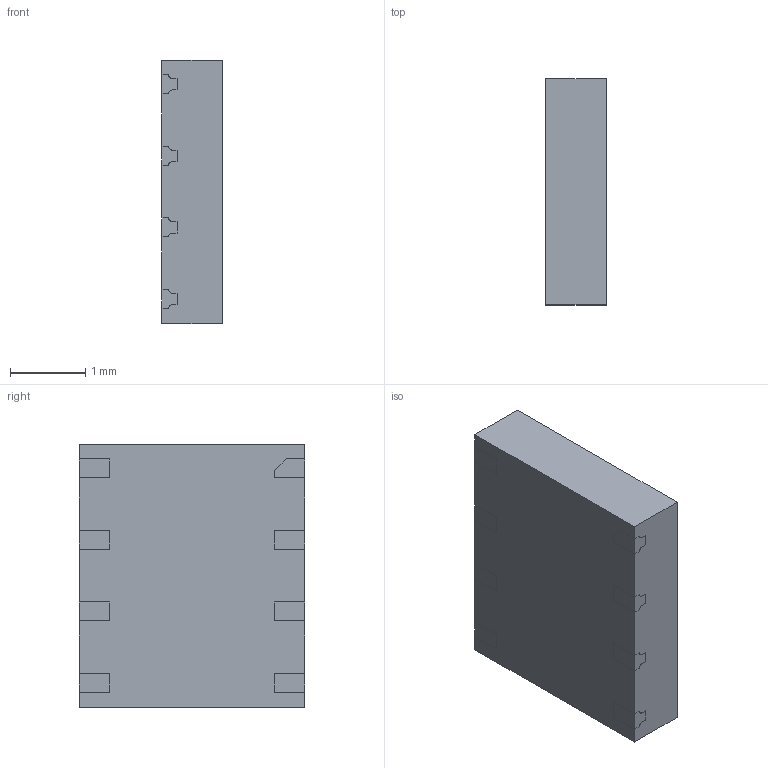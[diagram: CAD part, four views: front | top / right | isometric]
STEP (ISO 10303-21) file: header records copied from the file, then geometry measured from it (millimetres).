
FILE_DESCRIPTION(/* description */ (''),/* implementation_level */ '2;1');
FILE_NAME(/* name */ 'DFN3035A-8_STP',/* time_stamp */ '2020-11-09T13:21:31+08:00',/* author */ ('Wei Wu'),/* organization */ ('Diodes'),/* preprocessor_version */ 'ST-DEVELOPER v16.7',/* originating_system */ 'DEX',/* authorisation */ $);
FILE_SCHEMA (('AUTOMOTIVE_DESIGN {1 0 10303 214 3 1 1}'));
Length unit declared in the file: millimetre
Products named in the file (3): DFN3035A-8 3D; Compound; LDF
Assembly tree (2 placements, depth 2):
  DFN3035A-8 3D
    Compound
    LDF
Bounding box: 0.8 x 3 x 3.5 mm (x, y, z)
Volume: 8.4 mm3; surface area: 39.6 mm2
Topology: 9 solids, 9 shells, 344 faces, 930 edges, 620 vertices
Faces by surface type: plane 264, cylinder 80
Full cylindrical faces by diameter (mm): 0.1 x16
Entity records: 11949 total; most frequent: CARTESIAN_POINT 1881, ORIENTED_EDGE 1828, DIRECTION 1768, EDGE_CURVE 914, LINE 754, VECTOR 754, VERTEX_POINT 620, AXIS2_PLACEMENT_3D 507
